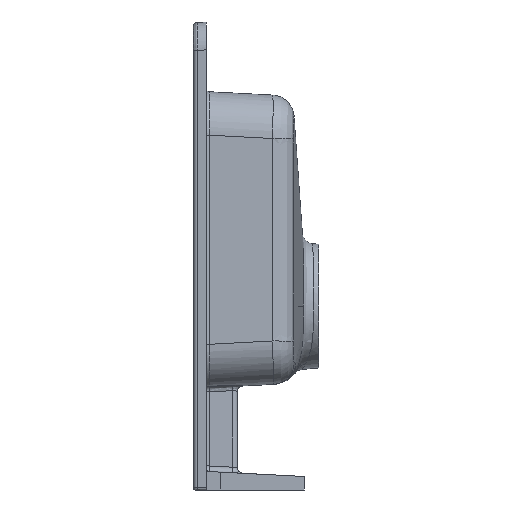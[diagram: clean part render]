
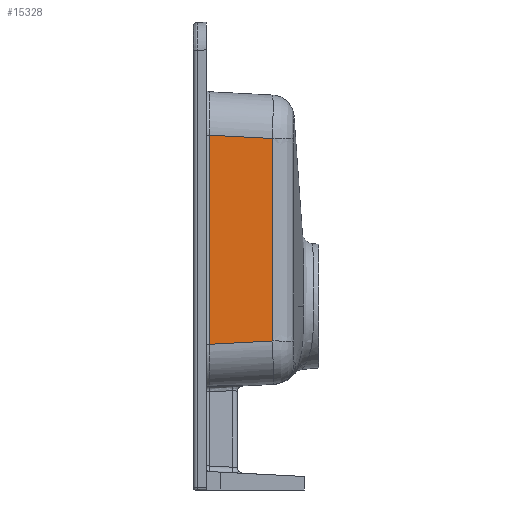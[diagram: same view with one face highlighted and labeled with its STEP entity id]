
A CAD part, left-side view. The second image highlights one B-rep face of the part: STEP entity #15328.
In plain terms, the highlighted planar face has unit normal (-0.999, -0.052, 0).
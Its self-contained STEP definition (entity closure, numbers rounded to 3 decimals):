
#432 = CARTESIAN_POINT ( 'NONE',  ( -334.52, -71.408, 102.04 ) ) ;
#488 = LINE ( 'NONE', #15500, #15619 ) ;
#619 = CARTESIAN_POINT ( 'NONE',  ( -338.32, 1.09, 109.623 ) ) ;
#1734 = CARTESIAN_POINT ( 'NONE',  ( -337.49, -14.738, -78.793 ) ) ;
#3222 = PLANE ( 'NONE',  #11948 ) ;
#3323 = CARTESIAN_POINT ( 'NONE',  ( -334.52, -71.407, -62.578 ) ) ;
#3521 = ORIENTED_EDGE ( 'NONE', *, *, #11960, .T. ) ;
#4853 = CARTESIAN_POINT ( 'NONE',  ( -334.52, -71.402, 90.687 ) ) ;
#4924 = CARTESIAN_POINT ( 'NONE',  ( -334.52, -71.406, 15. ) ) ;
#4986 = CARTESIAN_POINT ( 'NONE',  ( -334.52, -71.403, 79.334 ) ) ;
#5154 = DIRECTION ( 'NONE',  ( 0.052, -0.999, 0. ) ) ;
#6235 = CARTESIAN_POINT ( 'NONE',  ( -338.238, -0.471, 139.5 ) ) ;
#6524 = CARTESIAN_POINT ( 'NONE',  ( -334.52, -71.407, -68.255 ) ) ;
#6869 = DIRECTION ( 'NONE',  ( -0.052, 0.997, -0.052 ) ) ;
#7593 = VECTOR ( 'NONE', #15338, 1000. ) ;
#7676 = CARTESIAN_POINT ( 'NONE',  ( -334.52, -71.402, 98.256 ) ) ;
#7791 = CARTESIAN_POINT ( 'NONE',  ( -334.52, -71.405, -75.824 ) ) ;
#7928 = CARTESIAN_POINT ( 'NONE',  ( -334.52, -71.406, -72.039 ) ) ;
#8057 = LINE ( 'NONE', #619, #7593 ) ;
#8060 = FACE_OUTER_BOUND ( 'NONE', #8117, .T. ) ;
#8117 = EDGE_LOOP ( 'NONE', ( #12368, #17267, #9086, #3521 ) ) ;
#9086 = ORIENTED_EDGE ( 'NONE', *, *, #16517, .F. ) ;
#9184 = CARTESIAN_POINT ( 'NONE',  ( -334.52, -71.407, -15.274 ) ) ;
#9403 = LINE ( 'NONE', #11132, #14678 ) ;
#9680 = CARTESIAN_POINT ( 'NONE',  ( -334.52, -71.405, -75.824 ) ) ;
#10948 = EDGE_CURVE ( 'NONE', #17718, #17265, #8057, .T. ) ;
#11132 = CARTESIAN_POINT ( 'NONE',  ( -337.49, -14.738, 139.5 ) ) ;
#11824 = VERTEX_POINT ( 'NONE', #1734 ) ;
#11948 = AXIS2_PLACEMENT_3D ( 'NONE', #6235, #18002, #5154 ) ;
#11960 = EDGE_CURVE ( 'NONE', #13097, #17265, #16821, .T. ) ;
#12368 = ORIENTED_EDGE ( 'NONE', *, *, #10948, .F. ) ;
#13011 = CARTESIAN_POINT ( 'NONE',  ( -334.521, -71.387, 105.825 ) ) ;
#13097 = VERTEX_POINT ( 'NONE', #9680 ) ;
#13623 = CARTESIAN_POINT ( 'NONE',  ( -334.52, -71.404, 52.844 ) ) ;
#14678 = VECTOR ( 'NONE', #15757, 1000. ) ;
#15027 = CARTESIAN_POINT ( 'NONE',  ( -334.52, -71.408, -73.931 ) ) ;
#15155 = CARTESIAN_POINT ( 'NONE',  ( -334.521, -71.387, 105.825 ) ) ;
#15328 = ADVANCED_FACE ( 'NONE', ( #8060 ), #3222, .T. ) ;
#15338 = DIRECTION ( 'NONE',  ( 0.052, -0.997, -0.052 ) ) ;
#15500 = CARTESIAN_POINT ( 'NONE',  ( -337.639, -11.888, -78.943 ) ) ;
#15619 = VECTOR ( 'NONE', #6869, 1000. ) ;
#15757 = DIRECTION ( 'NONE',  ( 0., 0., -1. ) ) ;
#16517 = EDGE_CURVE ( 'NONE', #13097, #11824, #488, .T. ) ;
#16645 = CARTESIAN_POINT ( 'NONE',  ( -334.52, -71.407, -45.549 ) ) ;
#16718 = CARTESIAN_POINT ( 'NONE',  ( -334.52, -71.407, -56.902 ) ) ;
#16744 = EDGE_CURVE ( 'NONE', #17718, #11824, #9403, .T. ) ;
#16821 = B_SPLINE_CURVE_WITH_KNOTS ( 'NONE', 3,
 ( #7791, #15027, #7928, #6524, #3323, #16718, #16645, #18172, #9184, #4924, #13623, #4986, #4853, #7676, #432, #15155 ),
 .UNSPECIFIED., .F., .F.,
 ( 4, 2, 1, 2, 2, 1, 1, 1, 2, 4 ),
 ( 0., 0.006, 0.011, 0.023, 0.045, 0.091, 0.136, 0.159, 0.17, 0.182 ),
 .UNSPECIFIED. ) ;
#17256 = CARTESIAN_POINT ( 'NONE',  ( -337.49, -14.738, 108.793 ) ) ;
#17265 = VERTEX_POINT ( 'NONE', #13011 ) ;
#17267 = ORIENTED_EDGE ( 'NONE', *, *, #16744, .T. ) ;
#17718 = VERTEX_POINT ( 'NONE', #17256 ) ;
#18002 = DIRECTION ( 'NONE',  ( -0.999, -0.052, 0. ) ) ;
#18172 = CARTESIAN_POINT ( 'NONE',  ( -334.52, -71.407, -37.98 ) ) ;
